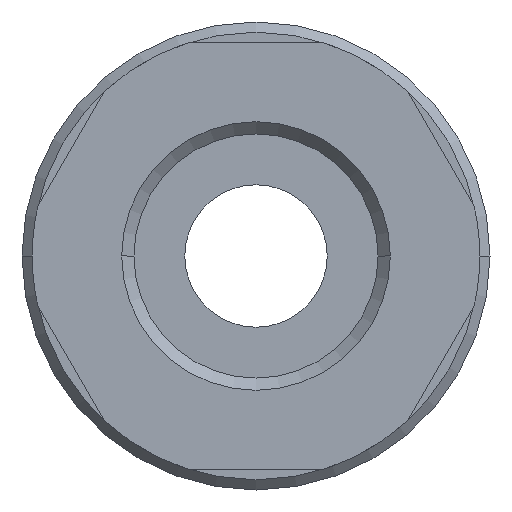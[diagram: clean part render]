
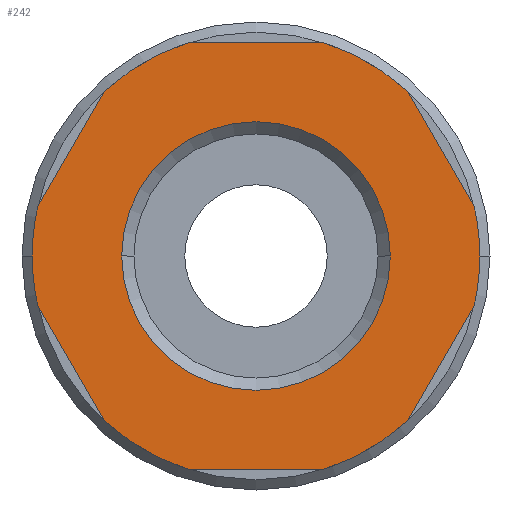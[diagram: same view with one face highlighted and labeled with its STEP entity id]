
A CAD part, front view. The second image highlights one B-rep face of the part: STEP entity #242.
In plain terms, the highlighted planar face has unit normal (0, -1, 0).
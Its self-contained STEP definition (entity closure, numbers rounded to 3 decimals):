
#242=ADVANCED_FACE('',(#490,#491),#492,.T.);
#490=FACE_BOUND('',#735,.T.);
#491=FACE_OUTER_BOUND('',#736,.T.);
#492=PLANE('',#737);
#735=EDGE_LOOP('',(#1341,#1342));
#736=EDGE_LOOP('',(#1343,#1344,#1345,#1346,#1347,#1348,#1349,#1350,#1351,#1352,#1353,#1354,#1355,#1356));
#737=AXIS2_PLACEMENT_3D('',#1357,#1358,#1359);
#1341=ORIENTED_EDGE('',*,*,#1606,.T.);
#1342=ORIENTED_EDGE('',*,*,#1400,.T.);
#1343=ORIENTED_EDGE('',*,*,#1560,.T.);
#1344=ORIENTED_EDGE('',*,*,#1467,.F.);
#1345=ORIENTED_EDGE('',*,*,#1451,.T.);
#1346=ORIENTED_EDGE('',*,*,#1544,.F.);
#1347=ORIENTED_EDGE('',*,*,#1461,.T.);
#1348=ORIENTED_EDGE('',*,*,#1625,.F.);
#1349=ORIENTED_EDGE('',*,*,#1611,.F.);
#1350=ORIENTED_EDGE('',*,*,#1630,.T.);
#1351=ORIENTED_EDGE('',*,*,#1581,.F.);
#1352=ORIENTED_EDGE('',*,*,#1614,.T.);
#1353=ORIENTED_EDGE('',*,*,#1532,.F.);
#1354=ORIENTED_EDGE('',*,*,#1631,.T.);
#1355=ORIENTED_EDGE('',*,*,#1511,.F.);
#1356=ORIENTED_EDGE('',*,*,#1575,.F.);
#1357=CARTESIAN_POINT('',(5.5,0.0,0.0));
#1358=DIRECTION('',(-0.0,-1.0,-0.0));
#1359=DIRECTION('',(-1.0,0.0,0.0));
#1400=EDGE_CURVE('',#1645,#1649,#1651,.T.);
#1451=EDGE_CURVE('',#1739,#1736,#1740,.T.);
#1461=EDGE_CURVE('',#1757,#1754,#1758,.T.);
#1467=EDGE_CURVE('',#1739,#1763,#1767,.T.);
#1511=EDGE_CURVE('',#1827,#1829,#1830,.T.);
#1532=EDGE_CURVE('',#1859,#1857,#1861,.T.);
#1544=EDGE_CURVE('',#1757,#1736,#1877,.T.);
#1560=EDGE_CURVE('',#1897,#1763,#1898,.T.);
#1575=EDGE_CURVE('',#1897,#1827,#1915,.T.);
#1581=EDGE_CURVE('',#1921,#1919,#1923,.T.);
#1606=EDGE_CURVE('',#1649,#1645,#1950,.T.);
#1611=EDGE_CURVE('',#1955,#1953,#1957,.T.);
#1614=EDGE_CURVE('',#1921,#1857,#1960,.T.);
#1625=EDGE_CURVE('',#1953,#1754,#1971,.T.);
#1630=EDGE_CURVE('',#1955,#1919,#1976,.T.);
#1631=EDGE_CURVE('',#1859,#1829,#1977,.T.);
#1645=VERTEX_POINT('',#2003);
#1649=VERTEX_POINT('',#2008);
#1651=CIRCLE('',#2011,6.6);
#1736=VERTEX_POINT('',#2214);
#1739=VERTEX_POINT('',#2218);
#1740=LINE('',#2219,#2220);
#1754=VERTEX_POINT('',#2238);
#1757=VERTEX_POINT('',#2242);
#1758=LINE('',#2243,#2244);
#1763=VERTEX_POINT('',#2251);
#1767=CIRCLE('',#2256,11.0);
#1827=VERTEX_POINT('',#2381);
#1829=VERTEX_POINT('',#2384);
#1830=CIRCLE('',#2385,11.0);
#1857=VERTEX_POINT('',#2452);
#1859=VERTEX_POINT('',#2455);
#1861=CIRCLE('',#2458,11.0);
#1877=CIRCLE('',#2487,11.0);
#1897=VERTEX_POINT('',#2519);
#1898=LINE('',#2520,#2521);
#1915=CIRCLE('',#2554,11.0);
#1919=VERTEX_POINT('',#2559);
#1921=VERTEX_POINT('',#2562);
#1923=CIRCLE('',#2565,11.0);
#1950=CIRCLE('',#2619,6.6);
#1953=VERTEX_POINT('',#2622);
#1955=VERTEX_POINT('',#2625);
#1957=CIRCLE('',#2628,11.0);
#1960=LINE('',#2631,#2632);
#1971=CIRCLE('',#2645,11.0);
#1976=LINE('',#2650,#2651);
#1977=LINE('',#2652,#2653);
#2003=CARTESIAN_POINT('',(6.6,0.0,0.));
#2008=CARTESIAN_POINT('',(-6.6,0.0,0.));
#2011=AXIS2_PLACEMENT_3D('',#2667,#2668,#2669);
#2214=CARTESIAN_POINT('',(3.279,0.0,-10.5));
#2218=CARTESIAN_POINT('',(-3.279,0.0,-10.5));
#2219=CARTESIAN_POINT('',(2.75,0.0,-10.5));
#2220=VECTOR('',#2742,1.0);
#2238=CARTESIAN_POINT('',(10.733,0.0,-2.411));
#2242=CARTESIAN_POINT('',(7.454,0.0,-8.089));
#2243=CARTESIAN_POINT('',(9.781,0.0,-4.059));
#2244=VECTOR('',#2754,1.0);
#2251=CARTESIAN_POINT('',(-7.454,0.0,-8.089));
#2256=AXIS2_PLACEMENT_3D('',#2761,#2762,#2763);
#2381=CARTESIAN_POINT('',(-11.0,0.0,0.));
#2384=CARTESIAN_POINT('',(-10.733,0.0,2.411));
#2385=AXIS2_PLACEMENT_3D('',#2829,#2830,#2831);
#2452=CARTESIAN_POINT('',(-3.279,0.0,10.5));
#2455=CARTESIAN_POINT('',(-7.454,0.0,8.089));
#2458=AXIS2_PLACEMENT_3D('',#2850,#2851,#2852);
#2487=AXIS2_PLACEMENT_3D('',#2867,#2868,#2869);
#2519=CARTESIAN_POINT('',(-10.733,0.0,-2.411));
#2520=CARTESIAN_POINT('',(-8.406,0.0,-6.441));
#2521=VECTOR('',#2892,1.0);
#2554=AXIS2_PLACEMENT_3D('',#2907,#2908,#2909);
#2559=CARTESIAN_POINT('',(7.454,0.0,8.089));
#2562=CARTESIAN_POINT('',(3.279,0.0,10.5));
#2565=AXIS2_PLACEMENT_3D('',#2913,#2914,#2915);
#2619=AXIS2_PLACEMENT_3D('',#2936,#2937,#2938);
#2622=CARTESIAN_POINT('',(11.0,0.0,0.));
#2625=CARTESIAN_POINT('',(10.733,0.0,2.411));
#2628=AXIS2_PLACEMENT_3D('',#2944,#2945,#2946);
#2631=CARTESIAN_POINT('',(2.75,0.0,10.5));
#2632=VECTOR('',#2947,1.0);
#2645=AXIS2_PLACEMENT_3D('',#2953,#2954,#2955);
#2650=CARTESIAN_POINT('',(9.781,0.0,4.059));
#2651=VECTOR('',#2956,1.0);
#2652=CARTESIAN_POINT('',(-8.406,0.0,6.441));
#2653=VECTOR('',#2957,1.0);
#2667=CARTESIAN_POINT('',(0.0,0.0,0.0));
#2668=DIRECTION('',(-0.0,1.0,0.0));
#2669=DIRECTION('',(1.0,0.0,0.0));
#2742=DIRECTION('',(1.0,-0.0,0.0));
#2754=DIRECTION('',(0.5,-0.0,0.866));
#2761=CARTESIAN_POINT('',(0.0,0.0,0.0));
#2762=DIRECTION('',(-0.0,1.0,0.0));
#2763=DIRECTION('',(1.0,0.0,0.0));
#2829=CARTESIAN_POINT('',(0.0,0.0,0.0));
#2830=DIRECTION('',(-0.0,1.0,0.0));
#2831=DIRECTION('',(1.0,0.0,0.0));
#2850=CARTESIAN_POINT('',(0.0,0.0,0.0));
#2851=DIRECTION('',(-0.0,1.0,0.0));
#2852=DIRECTION('',(1.0,0.0,0.0));
#2867=CARTESIAN_POINT('',(0.0,0.0,0.0));
#2868=DIRECTION('',(-0.0,1.0,0.0));
#2869=DIRECTION('',(1.0,0.0,0.0));
#2892=DIRECTION('',(0.5,0.0,-0.866));
#2907=CARTESIAN_POINT('',(0.0,0.0,0.0));
#2908=DIRECTION('',(-0.0,1.0,0.0));
#2909=DIRECTION('',(1.0,0.0,0.0));
#2913=CARTESIAN_POINT('',(0.0,0.0,0.0));
#2914=DIRECTION('',(-0.0,1.0,0.0));
#2915=DIRECTION('',(1.0,0.0,0.0));
#2936=CARTESIAN_POINT('',(0.0,0.0,0.0));
#2937=DIRECTION('',(-0.0,1.0,0.0));
#2938=DIRECTION('',(1.0,0.0,0.0));
#2944=CARTESIAN_POINT('',(0.0,0.0,0.0));
#2945=DIRECTION('',(-0.0,1.0,0.0));
#2946=DIRECTION('',(1.0,0.0,0.0));
#2947=DIRECTION('',(-1.0,0.0,0.));
#2953=CARTESIAN_POINT('',(0.0,0.0,0.0));
#2954=DIRECTION('',(-0.0,1.0,0.0));
#2955=DIRECTION('',(1.0,0.0,0.0));
#2956=DIRECTION('',(-0.5,0.0,0.866));
#2957=DIRECTION('',(-0.5,0.0,-0.866));
